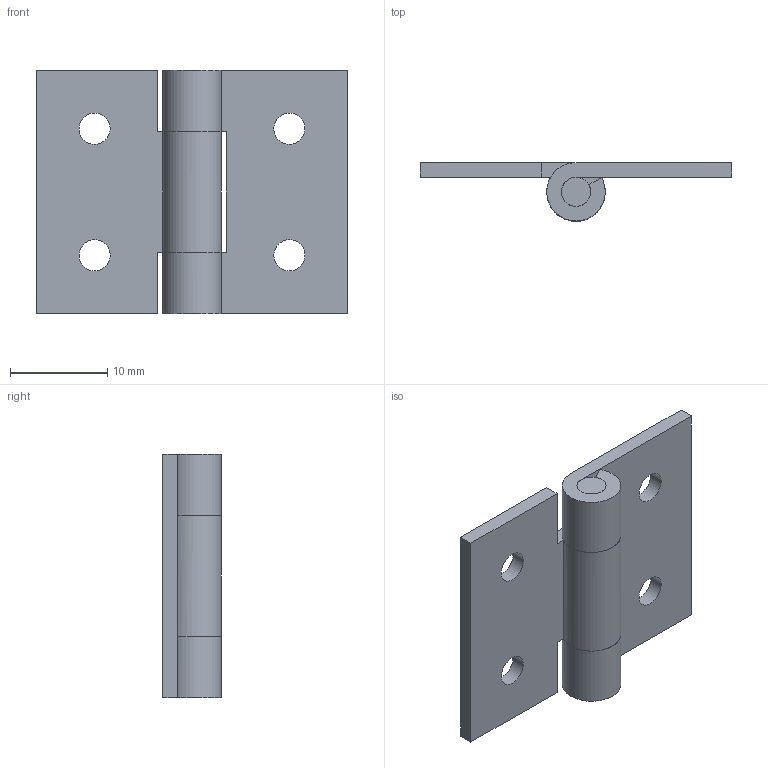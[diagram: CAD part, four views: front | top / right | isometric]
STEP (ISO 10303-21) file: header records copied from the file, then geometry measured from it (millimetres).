
FILE_DESCRIPTION((''),'2;1');
FILE_NAME('','2005-04-20T10:15:39',(''),(''),'','CADfix','');
FILE_SCHEMA(('AUTOMOTIVE_DESIGN'));
Length unit declared in the file: millimetre
Products named in the file (4): hinge piece_B; hinge piece_A; shaft; TH_78SUS_1_17033_36
Assembly tree (3 placements, depth 2):
  TH_78SUS_1_17033_36
    hinge piece_B
    hinge piece_A
    shaft
Bounding box: 32 x 6 x 25 mm (x, y, z)
Volume: 1637.7 mm3; surface area: 2620.2 mm2
Topology: 3 solids, 3 shells, 38 faces, 116 edges, 84 vertices
Faces by surface type: bspline 38
Entity records: 1517 total; most frequent: CARTESIAN_POINT 762, ORIENTED_EDGE 232, EDGE_CURVE 116, VERTEX_POINT 84, QUASI_UNIFORM_CURVE 64, EDGE_LOOP 46, FACE_OUTER_BOUND 38, ADVANCED_FACE 38
